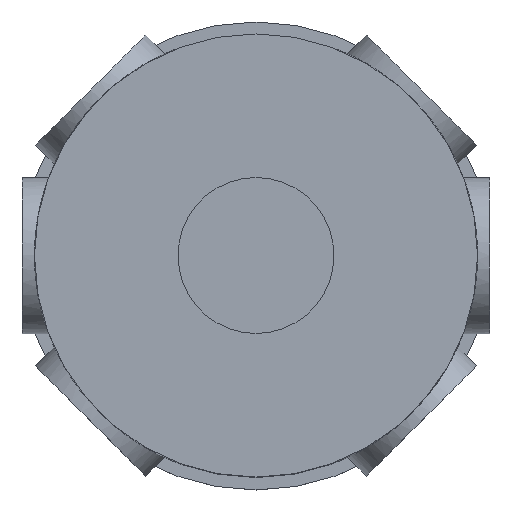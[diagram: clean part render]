
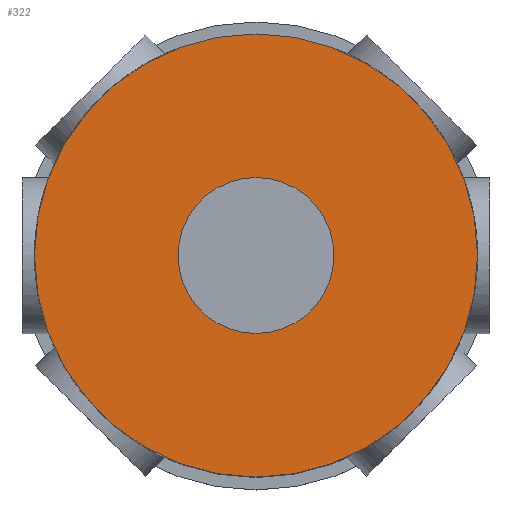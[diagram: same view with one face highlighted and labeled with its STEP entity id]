
A CAD part, top view. The second image highlights one B-rep face of the part: STEP entity #322.
In plain terms, the highlighted planar face has unit normal (0, 0, 1).
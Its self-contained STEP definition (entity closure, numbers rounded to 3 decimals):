
#27=PLANE('',#371);
#67=ORIENTED_EDGE('',*,*,#129,.F.);
#68=ORIENTED_EDGE('',*,*,#133,.F.);
#129=EDGE_CURVE('',#161,#161,#186,.T.);
#133=EDGE_CURVE('',#165,#165,#187,.F.);
#161=VERTEX_POINT('',#607);
#165=VERTEX_POINT('',#670);
#186=CIRCLE('',#370,31.25);
#187=CIRCLE('',#372,11.);
#214=EDGE_LOOP('',(#67));
#215=EDGE_LOOP('',(#68));
#264=FACE_BOUND('',#214,.T.);
#265=FACE_BOUND('',#215,.T.);
#322=ADVANCED_FACE('',(#264,#265),#27,.F.);
#370=AXIS2_PLACEMENT_3D('',#606,#439,#440);
#371=AXIS2_PLACEMENT_3D('',#668,#441,#442);
#372=AXIS2_PLACEMENT_3D('',#669,#443,#444);
#439=DIRECTION('',(0.,0.,-1.));
#440=DIRECTION('',(-1.,0.,0.));
#441=DIRECTION('',(0.,0.,-1.));
#442=DIRECTION('',(-1.,0.,0.));
#443=DIRECTION('',(0.,0.,-1.));
#444=DIRECTION('',(-1.,0.,0.));
#606=CARTESIAN_POINT('',(0.,0.,42.));
#607=CARTESIAN_POINT('',(-31.25,0.,42.));
#668=CARTESIAN_POINT('',(0.,0.,42.));
#669=CARTESIAN_POINT('',(0.,0.,42.));
#670=CARTESIAN_POINT('',(-11.,0.,42.));
